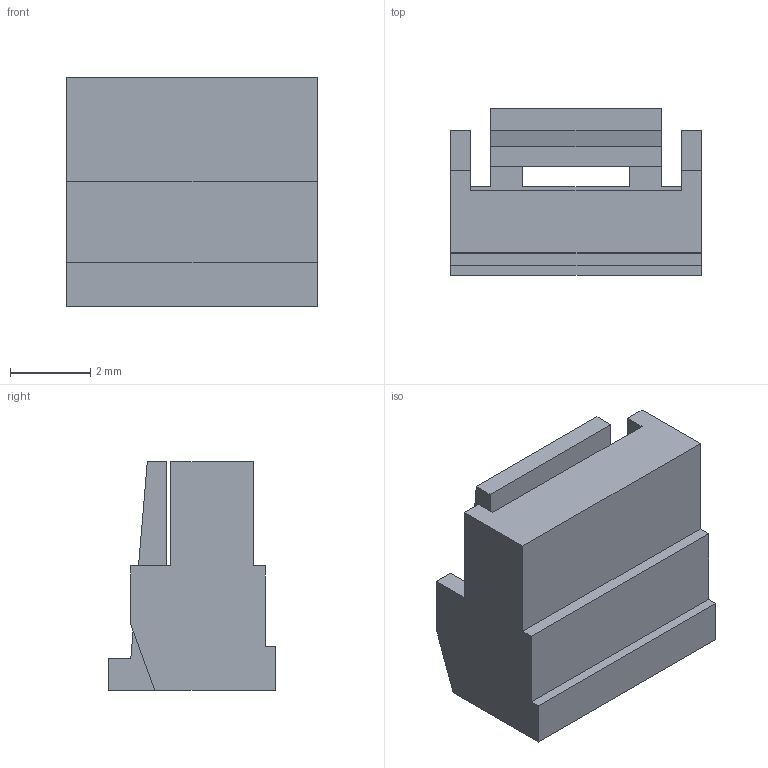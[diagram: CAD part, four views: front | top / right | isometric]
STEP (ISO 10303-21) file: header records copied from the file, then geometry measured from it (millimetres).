
FILE_DESCRIPTION (( 'STEP AP214' ), '1' );
FILE_NAME ('GHR-04V-S.STEP', '2017-06-28T07:51:15', ( '' ), ( '' ), 'SwSTEP 2.0', 'SolidWorks 2012', '' );
FILE_SCHEMA (( 'AUTOMOTIVE_DESIGN' ));
Length unit declared in the file: millimetre
Products named in the file (1): GHR-04V-S
Bounding box: 6.25 x 4.15 x 5.7 mm (x, y, z)
Volume: 87.9 mm3; surface area: 219.1 mm2
Topology: 1 solids, 1 shells, 54 faces, 150 edges, 100 vertices
Faces by surface type: plane 54
Entity records: 1732 total; most frequent: CARTESIAN_POINT 305, ORIENTED_EDGE 300, DIRECTION 260, LINE 150, VECTOR 150, EDGE_CURVE 150, VERTEX_POINT 100, EDGE_LOOP 58
